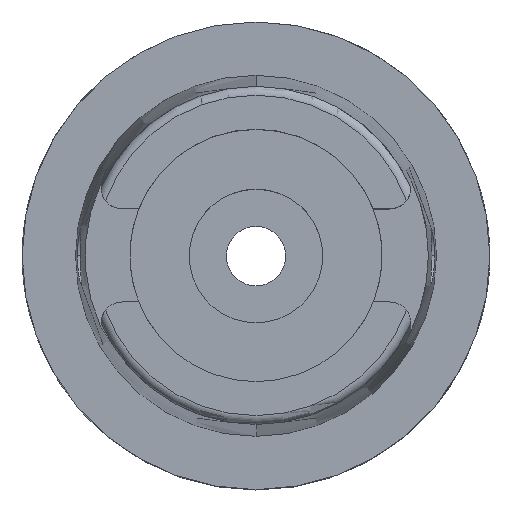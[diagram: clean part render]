
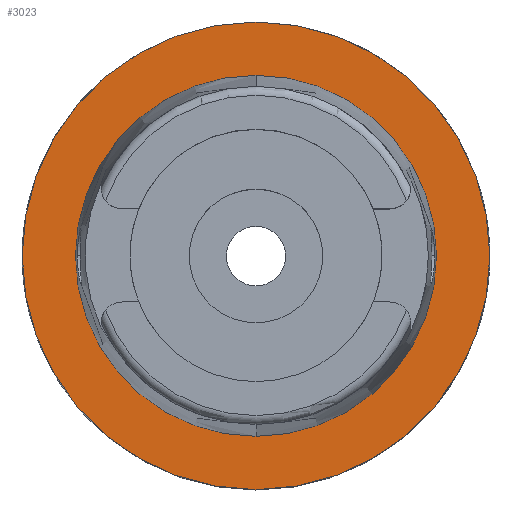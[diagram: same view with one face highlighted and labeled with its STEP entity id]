
A CAD part, top view. The second image highlights one B-rep face of the part: STEP entity #3023.
In plain terms, the highlighted planar face has unit normal (0, 0, 1).
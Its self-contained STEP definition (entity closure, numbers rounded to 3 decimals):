
#618=CARTESIAN_POINT('',(0.,0.,0.));
#619=DIRECTION('',(0.,0.,-1.));
#620=DIRECTION('',(0.,-1.,0.));
#621=AXIS2_PLACEMENT_3D('',#618,#619,#620);
#626=CARTESIAN_POINT('',(0.,0.,0.));
#627=DIRECTION('',(0.,0.,-1.));
#628=DIRECTION('',(0.,1.,0.));
#629=AXIS2_PLACEMENT_3D('',#626,#627,#628);
#634=CARTESIAN_POINT('',(0.,0.,0.));
#635=DIRECTION('',(0.,0.,1.));
#636=DIRECTION('',(0.,-1.,0.));
#637=AXIS2_PLACEMENT_3D('',#634,#635,#636);
#642=CARTESIAN_POINT('',(0.,0.,0.));
#643=DIRECTION('',(0.,0.,1.));
#644=DIRECTION('',(0.,1.,0.));
#645=AXIS2_PLACEMENT_3D('',#642,#643,#644);
#2363=CARTESIAN_POINT('',(0.,-24.315,0.));
#2364=VERTEX_POINT('',#2363);
#2365=CARTESIAN_POINT('',(0.,24.315,0.));
#2366=VERTEX_POINT('',#2365);
#2637=CARTESIAN_POINT('',(0.,31.5,0.));
#2638=VERTEX_POINT('',#2637);
#2639=CARTESIAN_POINT('',(0.,-31.5,0.));
#2640=VERTEX_POINT('',#2639);
#3008=CARTESIAN_POINT('',(0.,0.,0.));
#3009=DIRECTION('',(0.,0.,1.));
#3010=DIRECTION('',(0.,1.,0.));
#3011=AXIS2_PLACEMENT_3D('',#3008,#3009,#3010);
#3012=PLANE('',#3011);
#3014=ORIENTED_EDGE('',*,*,#3013,.T.);
#3016=ORIENTED_EDGE('',*,*,#3015,.T.);
#3017=EDGE_LOOP('',(#3014,#3016));
#3018=FACE_OUTER_BOUND('',#3017,.F.);
#3019=ORIENTED_EDGE('',*,*,#2966,.T.);
#3020=ORIENTED_EDGE('',*,*,#2759,.T.);
#3021=EDGE_LOOP('',(#3019,#3020));
#3022=FACE_BOUND('',#3021,.F.);
#622=CIRCLE('',#621,31.5);
#630=CIRCLE('',#629,31.5);
#638=CIRCLE('',#637,24.315);
#646=CIRCLE('',#645,24.315);
#2759=EDGE_CURVE('',#2366,#2364,#646,.T.);
#2966=EDGE_CURVE('',#2364,#2366,#638,.T.);
#3013=EDGE_CURVE('',#2640,#2638,#622,.T.);
#3015=EDGE_CURVE('',#2638,#2640,#630,.T.);
#3023=ADVANCED_FACE('',(#3018,#3022),#3012,.T.);
